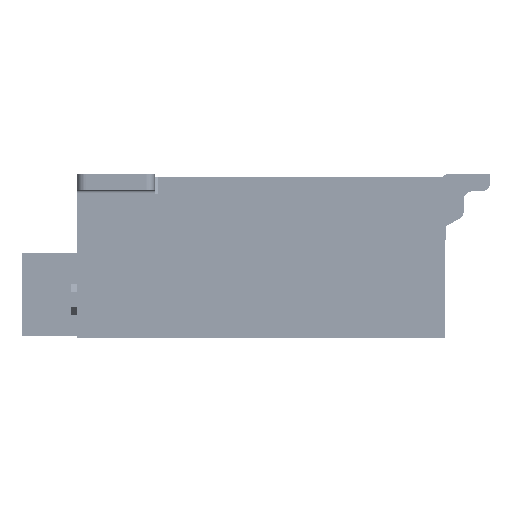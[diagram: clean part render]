
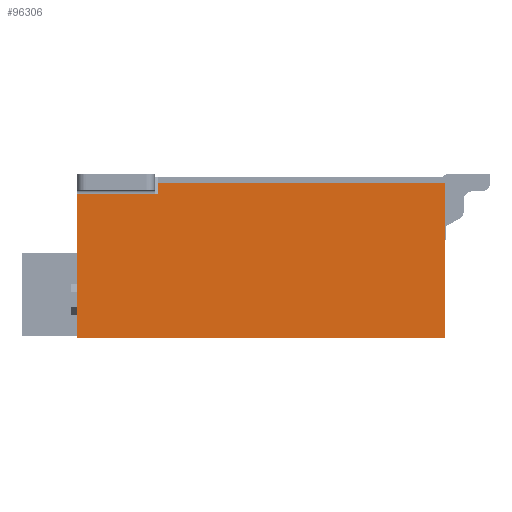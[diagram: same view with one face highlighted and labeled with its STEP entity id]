
A CAD part, left-side view. The second image highlights one B-rep face of the part: STEP entity #96306.
In plain terms, the highlighted planar face has unit normal (-1, 0, 0).
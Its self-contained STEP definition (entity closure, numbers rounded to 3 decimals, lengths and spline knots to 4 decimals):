
#1=DIRECTION('',(0.,-1.,0.));
#2=VECTOR('',#1,4.45);
#3=CARTESIAN_POINT('',(-18.725,1.6,1.145));
#4=LINE('',#3,#2);
#13=DIRECTION('',(0.,0.,-1.));
#14=VECTOR('',#13,0.17);
#15=CARTESIAN_POINT('',(-18.725,1.6,1.145));
#16=LINE('',#15,#14);
#194=DIRECTION('',(0.,1.,0.));
#195=VECTOR('',#194,5.7);
#196=CARTESIAN_POINT('',(-18.725,-2.85,-1.255));
#197=LINE('',#196,#195);
#386=DIRECTION('',(0.,0.,-1.));
#387=VECTOR('',#386,2.4);
#388=CARTESIAN_POINT('',(-18.725,-2.85,1.145));
#389=LINE('',#388,#387);
#14830=DIRECTION('',(0.,-1.,0.));
#14831=VECTOR('',#14830,1.25);
#14832=CARTESIAN_POINT('',(-18.725,2.85,0.975));
#14833=LINE('',#14832,#14831);
#14856=DIRECTION('',(0.,0.,1.));
#14857=VECTOR('',#14856,2.23);
#14858=CARTESIAN_POINT('',(-18.725,2.85,-1.255));
#14859=LINE('',#14858,#14857);
#75308=CARTESIAN_POINT('',(-18.725,1.6,1.145));
#75309=CARTESIAN_POINT('',(-18.725,-2.85,1.145));
#75310=VERTEX_POINT('',#75308);
#75311=VERTEX_POINT('',#75309);
#75312=CARTESIAN_POINT('',(-18.725,1.6,0.975));
#75313=VERTEX_POINT('',#75312);
#75314=CARTESIAN_POINT('',(-18.725,2.85,0.975));
#75315=VERTEX_POINT('',#75314);
#75316=CARTESIAN_POINT('',(-18.725,2.85,-1.255));
#75317=VERTEX_POINT('',#75316);
#75318=CARTESIAN_POINT('',(-18.725,-2.85,-1.255));
#75319=VERTEX_POINT('',#75318);
#96287=CARTESIAN_POINT('',(-18.725,0.,-0.055));
#96288=DIRECTION('',(1.,0.,0.));
#96289=DIRECTION('',(0.,-1.,0.));
#96290=AXIS2_PLACEMENT_3D('',#96287,#96288,#96289);
#96291=PLANE('',#96290);
#96293=ORIENTED_EDGE('',*,*,#96292,.T.);
#96295=ORIENTED_EDGE('',*,*,#96294,.T.);
#96297=ORIENTED_EDGE('',*,*,#96296,.T.);
#96299=ORIENTED_EDGE('',*,*,#96298,.T.);
#96301=ORIENTED_EDGE('',*,*,#96300,.T.);
#96303=ORIENTED_EDGE('',*,*,#96302,.F.);
#96304=EDGE_LOOP('',(#96293,#96295,#96297,#96299,#96301,#96303));
#96305=FACE_OUTER_BOUND('',#96304,.F.);
#96306=ADVANCED_FACE('',(#96305),#96291,.F.);
#96292=EDGE_CURVE('',#75310,#75311,#4,.T.);
#96294=EDGE_CURVE('',#75311,#75319,#389,.T.);
#96296=EDGE_CURVE('',#75319,#75317,#197,.T.);
#96298=EDGE_CURVE('',#75317,#75315,#14859,.T.);
#96300=EDGE_CURVE('',#75315,#75313,#14833,.T.);
#96302=EDGE_CURVE('',#75310,#75313,#16,.T.);
